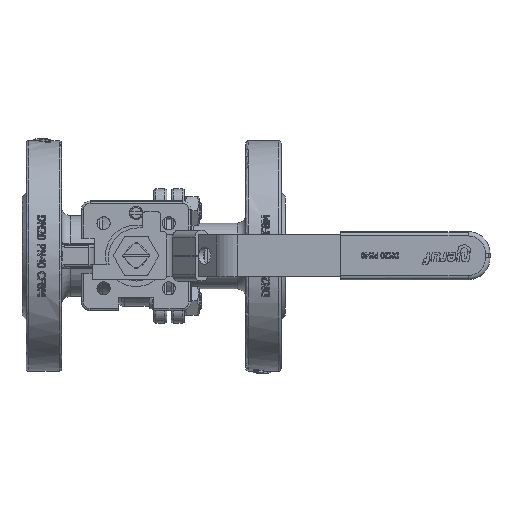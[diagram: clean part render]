
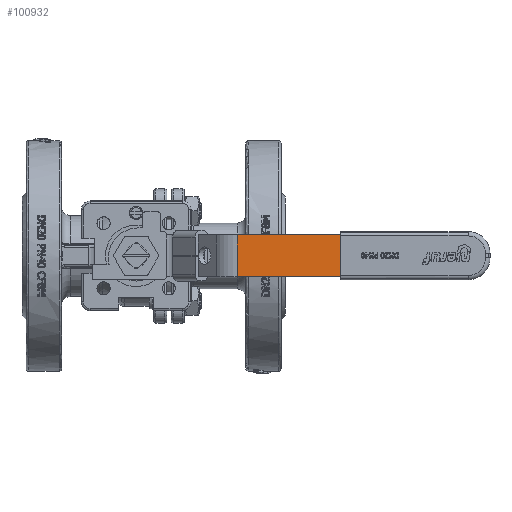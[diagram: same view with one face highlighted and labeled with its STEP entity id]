
A CAD part, top view. The second image highlights one B-rep face of the part: STEP entity #100932.
In plain terms, the highlighted planar face has unit normal (0, 0, 1).
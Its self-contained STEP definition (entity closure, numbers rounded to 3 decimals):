
#47145=CARTESIAN_POINT('',(93.2,-9.5,81.7));
#47146=VERTEX_POINT('',#47145);
#47153=CARTESIAN_POINT('',(46.126,-9.5,81.7));
#47154=VERTEX_POINT('',#47153);
#47155=CARTESIAN_POINT('',(93.2,-9.5,81.7));
#47156=DIRECTION('',(-1.,0.,-0.));
#47157=VECTOR('',#47156,47.074);
#47158=LINE('',#47155,#47157);
#47159=EDGE_CURVE('',#47146,#47154,#47158,.T.);
#47267=CARTESIAN_POINT('',(46.126,9.5,81.7));
#47268=VERTEX_POINT('',#47267);
#47276=CARTESIAN_POINT('',(93.2,9.5,81.7));
#47277=VERTEX_POINT('',#47276);
#47278=CARTESIAN_POINT('',(46.126,9.5,81.7));
#47279=DIRECTION('',(1.,-0.,0.));
#47280=VECTOR('',#47279,47.074);
#47281=LINE('',#47278,#47280);
#47282=EDGE_CURVE('',#47268,#47277,#47281,.T.);
#94253=CARTESIAN_POINT('',(93.2,9.5,81.7));
#94254=DIRECTION('',(0.,-1.,0.));
#94255=VECTOR('',#94254,19.);
#94256=LINE('',#94253,#94255);
#94257=EDGE_CURVE('',#47277,#47146,#94256,.T.);
#99202=CARTESIAN_POINT('',(46.126,9.5,81.7));
#99203=DIRECTION('',(-0.,-1.,0.));
#99204=VECTOR('',#99203,19.);
#99205=LINE('',#99202,#99204);
#99206=EDGE_CURVE('',#47268,#47154,#99205,.T.);
#100921=CARTESIAN_POINT('',(149.75,0.,81.7));
#100922=DIRECTION('',(-0.,0.,1.));
#100923=DIRECTION('',(-1.,0.,-0.));
#100924=AXIS2_PLACEMENT_3D('',#100921,#100922,#100923);
#100925=PLANE('',#100924);
#100926=ORIENTED_EDGE('',*,*,#94257,.F.);
#100927=ORIENTED_EDGE('',*,*,#47282,.F.);
#100928=ORIENTED_EDGE('',*,*,#99206,.T.);
#100929=ORIENTED_EDGE('',*,*,#47159,.F.);
#100930=EDGE_LOOP('',(#100926,#100927,#100928,#100929));
#100931=FACE_BOUND('',#100930,.T.);
#100932=ADVANCED_FACE('',(#100931),#100925,.T.);
